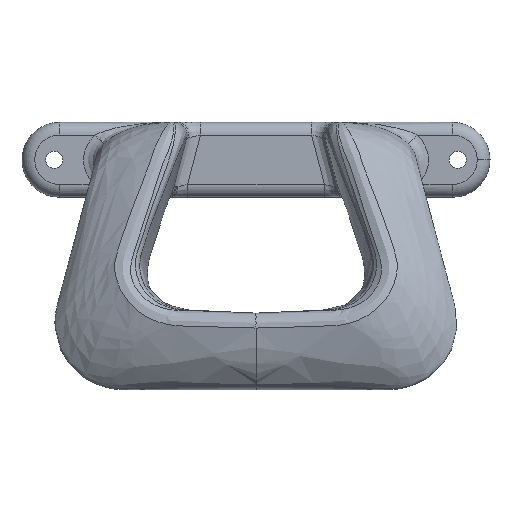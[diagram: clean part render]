
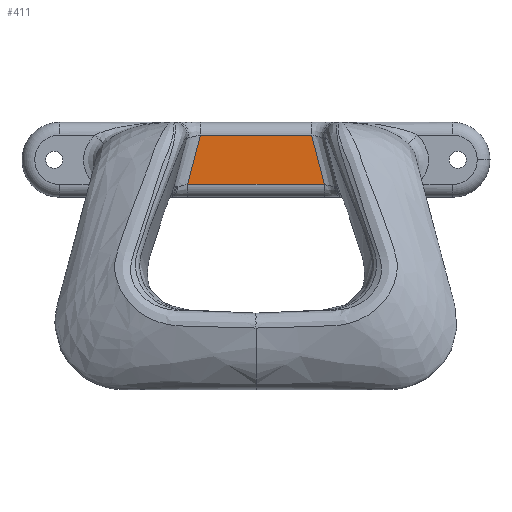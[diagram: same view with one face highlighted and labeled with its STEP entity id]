
A CAD part, top view. The second image highlights one B-rep face of the part: STEP entity #411.
In plain terms, the highlighted planar face has unit normal (0, 0, 1).
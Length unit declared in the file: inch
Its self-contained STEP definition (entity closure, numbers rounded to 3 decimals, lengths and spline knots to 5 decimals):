
#131 = VECTOR ( 'NONE', #8453, 39.37008 ) ;
#411 = ADVANCED_FACE ( 'NONE', ( #796 ), #1444, .T. ) ;
#640 = B_SPLINE_CURVE_WITH_KNOTS ( 'NONE', 3,
 ( #9750, #4689, #10602, #7245 ),
 .UNSPECIFIED., .F., .F.,
 ( 4, 4 ),
 ( 0.00492, 0.02401 ),
 .UNSPECIFIED. ) ;
#738 = VERTEX_POINT ( 'NONE', #9365 ) ;
#796 = FACE_OUTER_BOUND ( 'NONE', #1858, .T. ) ;
#1404 = ORIENTED_EDGE ( 'NONE', *, *, #1756, .T. ) ;
#1444 = PLANE ( 'NONE',  #6025 ) ;
#1756 = EDGE_CURVE ( 'NONE', #9636, #7019, #3580, .T. ) ;
#1805 = CARTESIAN_POINT ( 'NONE',  ( 1.05659, -0.36368, 0.59055 ) ) ;
#1858 = EDGE_LOOP ( 'NONE', ( #10958, #1404, #4489, #2681 ) ) ;
#1986 = CARTESIAN_POINT ( 'NONE',  ( 1.00814, -0.36368, 0.59055 ) ) ;
#2681 = ORIENTED_EDGE ( 'NONE', *, *, #5433, .T. ) ;
#3322 = VECTOR ( 'NONE', #9238, 39.37008 ) ;
#3337 = CARTESIAN_POINT ( 'NONE',  ( -0.76903, 0.36368, 0.59055 ) ) ;
#3580 = LINE ( 'NONE', #1805, #3322 ) ;
#3623 = EDGE_CURVE ( 'NONE', #7019, #738, #640, .T. ) ;
#3748 = CARTESIAN_POINT ( 'NONE',  ( -1.00814, -0.36368, 0.59055 ) ) ;
#4489 = ORIENTED_EDGE ( 'NONE', *, *, #3623, .T. ) ;
#4689 = CARTESIAN_POINT ( 'NONE',  ( 0.94531, -0.12111, 0.59055 ) ) ;
#4753 = LINE ( 'NONE', #3337, #131 ) ;
#4819 = CARTESIAN_POINT ( 'NONE',  ( -2.8937, 0., 0.59055 ) ) ;
#4942 = VERTEX_POINT ( 'NONE', #6117 ) ;
#5400 = B_SPLINE_CURVE_WITH_KNOTS ( 'NONE', 3,
 ( #6262, #8806, #6232, #3748 ),
 .UNSPECIFIED., .F., .F.,
 ( 4, 4 ),
 ( 0.00492, 0.02402 ),
 .UNSPECIFIED. ) ;
#5433 = EDGE_CURVE ( 'NONE', #738, #4942, #4753, .T. ) ;
#5517 = DIRECTION ( 'NONE',  ( 0., 0., 1. ) ) ;
#6025 = AXIS2_PLACEMENT_3D ( 'NONE', #4819, #5517, #9754 ) ;
#6117 = CARTESIAN_POINT ( 'NONE',  ( -0.81831, 0.36368, 0.59055 ) ) ;
#6232 = CARTESIAN_POINT ( 'NONE',  ( -0.94531, -0.12111, 0.59055 ) ) ;
#6262 = CARTESIAN_POINT ( 'NONE',  ( -0.81831, 0.36368, 0.59055 ) ) ;
#7019 = VERTEX_POINT ( 'NONE', #1986 ) ;
#7245 = CARTESIAN_POINT ( 'NONE',  ( 0.81831, 0.36368, 0.59055 ) ) ;
#8453 = DIRECTION ( 'NONE',  ( -1., 0., 0. ) ) ;
#8806 = CARTESIAN_POINT ( 'NONE',  ( -0.88194, 0.12132, 0.59055 ) ) ;
#8970 = CARTESIAN_POINT ( 'NONE',  ( -1.00814, -0.36368, 0.59055 ) ) ;
#9238 = DIRECTION ( 'NONE',  ( 1., 0., 0. ) ) ;
#9365 = CARTESIAN_POINT ( 'NONE',  ( 0.81831, 0.36368, 0.59055 ) ) ;
#9636 = VERTEX_POINT ( 'NONE', #8970 ) ;
#9750 = CARTESIAN_POINT ( 'NONE',  ( 1.00814, -0.36368, 0.59055 ) ) ;
#9754 = DIRECTION ( 'NONE',  ( 1., 0., 0. ) ) ;
#10576 = EDGE_CURVE ( 'NONE', #4942, #9636, #5400, .T. ) ;
#10602 = CARTESIAN_POINT ( 'NONE',  ( 0.88194, 0.12132, 0.59055 ) ) ;
#10958 = ORIENTED_EDGE ( 'NONE', *, *, #10576, .T. ) ;
